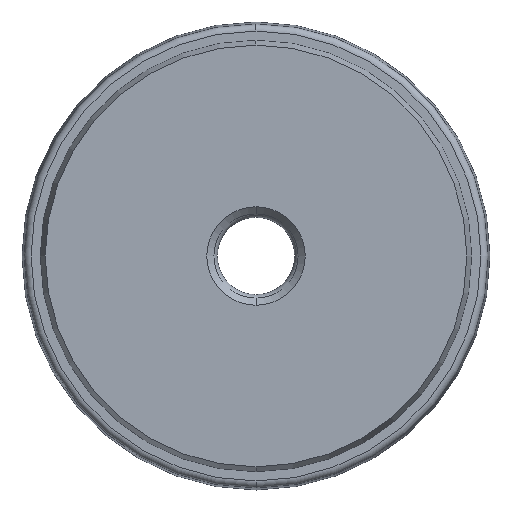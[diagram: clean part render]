
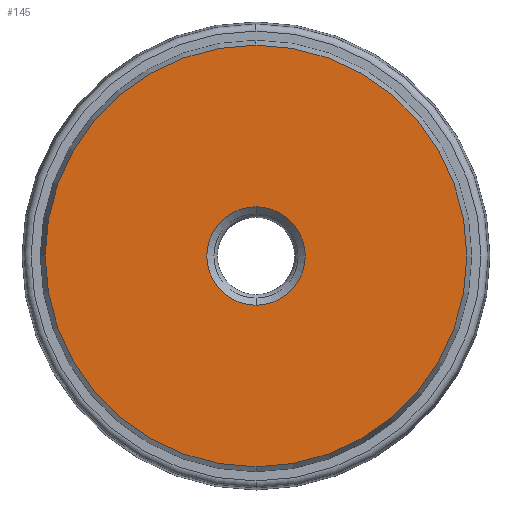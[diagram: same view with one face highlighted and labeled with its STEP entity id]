
A CAD part, left-side view. The second image highlights one B-rep face of the part: STEP entity #145.
In plain terms, the highlighted planar face has unit normal (-1, 0, 0).
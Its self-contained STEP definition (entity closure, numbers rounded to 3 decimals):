
#42 = CARTESIAN_POINT ( 'NONE',  ( 0., 0., -3.5 ) ) ;
#59 = AXIS2_PLACEMENT_3D ( 'NONE', #754, #752, #776 ) ;
#63 = AXIS2_PLACEMENT_3D ( 'NONE', #366, #375, #367 ) ;
#81 = AXIS2_PLACEMENT_3D ( 'NONE', #204, #176, #168 ) ;
#83 = AXIS2_PLACEMENT_3D ( 'NONE', #421, #414, #391 ) ;
#103 = AXIS2_PLACEMENT_3D ( 'NONE', #420, #387, #422 ) ;
#108 = CARTESIAN_POINT ( 'NONE',  ( 0., 0., 15. ) ) ;
#145 = ADVANCED_FACE ( 'NONE', ( #557, #587 ), #362, .F. ) ;
#168 = DIRECTION ( 'NONE',  ( 0., 0., -1. ) ) ;
#176 = DIRECTION ( 'NONE',  ( 1., 0., 0. ) ) ;
#204 = CARTESIAN_POINT ( 'NONE',  ( 0., 0., 0. ) ) ;
#362 = PLANE ( 'NONE',  #63 ) ;
#366 = CARTESIAN_POINT ( 'NONE',  ( 0., 3., 0. ) ) ;
#367 = DIRECTION ( 'NONE',  ( 0., 0., -1. ) ) ;
#372 = CARTESIAN_POINT ( 'NONE',  ( 0., 0., -15. ) ) ;
#375 = DIRECTION ( 'NONE',  ( 1., 0., 0. ) ) ;
#387 = DIRECTION ( 'NONE',  ( -1., 0., 0. ) ) ;
#391 = DIRECTION ( 'NONE',  ( 0., 0., -1. ) ) ;
#414 = DIRECTION ( 'NONE',  ( 1., 0., 0. ) ) ;
#420 = CARTESIAN_POINT ( 'NONE',  ( 0., 0., 0. ) ) ;
#421 = CARTESIAN_POINT ( 'NONE',  ( 0., 0., 0. ) ) ;
#422 = DIRECTION ( 'NONE',  ( 0., 0., 1. ) ) ;
#500 = VERTEX_POINT ( 'NONE', #736 ) ;
#508 = VERTEX_POINT ( 'NONE', #108 ) ;
#517 = VERTEX_POINT ( 'NONE', #372 ) ;
#528 = VERTEX_POINT ( 'NONE', #42 ) ;
#557 = FACE_BOUND ( 'NONE', #970, .T. ) ;
#587 = FACE_OUTER_BOUND ( 'NONE', #984, .T. ) ;
#607 = CIRCLE ( 'NONE', #59, 15. ) ;
#655 = CIRCLE ( 'NONE', #81, 3.5 ) ;
#656 = CIRCLE ( 'NONE', #103, 15. ) ;
#673 = CIRCLE ( 'NONE', #83, 3.5 ) ;
#694 = ORIENTED_EDGE ( 'NONE', *, *, #923, .T. ) ;
#695 = ORIENTED_EDGE ( 'NONE', *, *, #920, .T. ) ;
#702 = ORIENTED_EDGE ( 'NONE', *, *, #887, .T. ) ;
#703 = ORIENTED_EDGE ( 'NONE', *, *, #934, .T. ) ;
#736 = CARTESIAN_POINT ( 'NONE',  ( 0., 0., 3.5 ) ) ;
#752 = DIRECTION ( 'NONE',  ( -1., 0., 0. ) ) ;
#754 = CARTESIAN_POINT ( 'NONE',  ( 0., 0., 0. ) ) ;
#776 = DIRECTION ( 'NONE',  ( 0., 0., 1. ) ) ;
#887 = EDGE_CURVE ( 'NONE', #517, #508, #607, .T. ) ;
#920 = EDGE_CURVE ( 'NONE', #500, #528, #673, .T. ) ;
#923 = EDGE_CURVE ( 'NONE', #508, #517, #656, .T. ) ;
#934 = EDGE_CURVE ( 'NONE', #528, #500, #655, .T. ) ;
#970 = EDGE_LOOP ( 'NONE', ( #695, #703 ) ) ;
#984 = EDGE_LOOP ( 'NONE', ( #702, #694 ) ) ;
